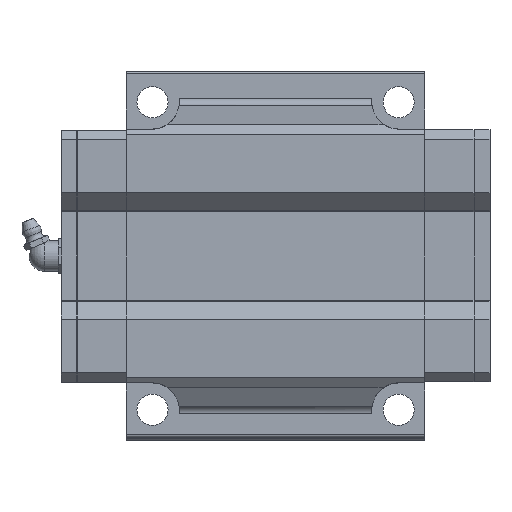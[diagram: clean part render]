
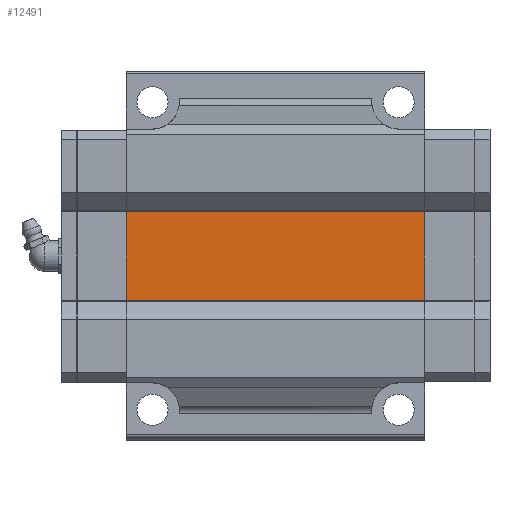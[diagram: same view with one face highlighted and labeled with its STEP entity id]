
A CAD part, front view. The second image highlights one B-rep face of the part: STEP entity #12491.
In plain terms, the highlighted planar face has unit normal (0, -1, 0).
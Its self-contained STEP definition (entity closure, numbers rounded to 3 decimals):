
#337=PLANE('',#13458);
#993=FACE_OUTER_BOUND('',#1703,.T.);
#1703=EDGE_LOOP('',(#10014,#10015,#10016,#10017));
#2734=LINE('',#19243,#4121);
#2802=LINE('',#19409,#4189);
#2817=LINE('',#19442,#4204);
#2818=LINE('',#19444,#4205);
#4121=VECTOR('',#15567,10.);
#4189=VECTOR('',#15671,10.);
#4204=VECTOR('',#15714,129.);
#4205=VECTOR('',#15717,129.);
#5816=VERTEX_POINT('',#19240);
#5817=VERTEX_POINT('',#19242);
#5896=VERTEX_POINT('',#19406);
#5897=VERTEX_POINT('',#19408);
#7285=EDGE_CURVE('',#5816,#5817,#2734,.T.);
#7370=EDGE_CURVE('',#5896,#5897,#2802,.T.);
#7387=EDGE_CURVE('',#5817,#5896,#2817,.T.);
#7388=EDGE_CURVE('',#5816,#5897,#2818,.T.);
#10014=ORIENTED_EDGE('',*,*,#7370,.F.);
#10015=ORIENTED_EDGE('',*,*,#7387,.F.);
#10016=ORIENTED_EDGE('',*,*,#7285,.F.);
#10017=ORIENTED_EDGE('',*,*,#7388,.T.);
#12491=ADVANCED_FACE('',(#993),#337,.T.);
#13458=AXIS2_PLACEMENT_3D('',#19443,#15715,#15716);
#15567=DIRECTION('',(-1.,0.,0.));
#15671=DIRECTION('',(1.,0.,0.));
#15714=DIRECTION('',(0.,0.,1.));
#15715=DIRECTION('center_axis',(0.,-1.,0.));
#15716=DIRECTION('ref_axis',(1.,0.,0.));
#15717=DIRECTION('',(0.,0.,1.));
#19240=CARTESIAN_POINT('',(14.4,0.,-48.5));
#19242=CARTESIAN_POINT('',(-14.4,0.,-48.5));
#19243=CARTESIAN_POINT('',(-7.2,0.,-48.5));
#19406=CARTESIAN_POINT('',(-14.4,0.,48.5));
#19408=CARTESIAN_POINT('',(14.4,0.,48.5));
#19409=CARTESIAN_POINT('',(-7.2,0.,48.5));
#19442=CARTESIAN_POINT('',(-14.4,0.,-69.7));
#19443=CARTESIAN_POINT('Origin',(-14.4,0.,-48.5));
#19444=CARTESIAN_POINT('',(14.4,0.,-69.7));
